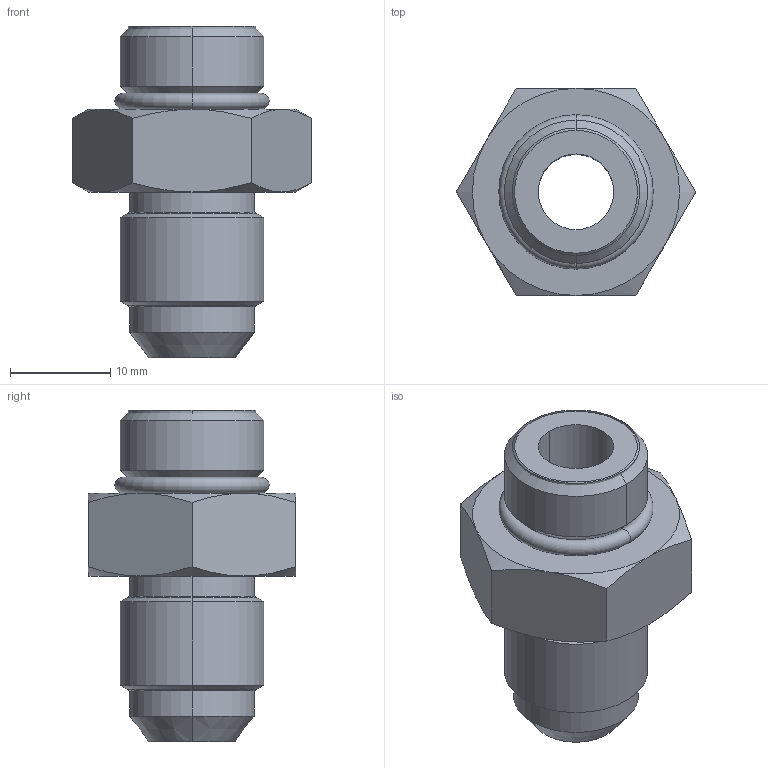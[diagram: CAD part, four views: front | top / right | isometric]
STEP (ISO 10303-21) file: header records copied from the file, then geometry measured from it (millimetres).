
FILE_DESCRIPTION((''),'2;1');
FILE_NAME('ILC30001566','2022-10-24T11:03:43',('rkuestersteffen'),(''),'CREO PARAMETRIC BY PTC INC, 2021164','CREO PARAMETRIC BY PTC INC, 2021164','');
FILE_SCHEMA(('AUTOMOTIVE_DESIGN { 1 0 10303 214 1 1 1 1 }'));
Length unit declared in the file: inch
Products named in the file (1): ILC30001566
Bounding box: 23.84 x 20.65 x 33.02 mm (x, y, z)
Volume: 5131.3 mm3; surface area: 3963.4 mm2
Topology: 1 solids, 3 shells, 52 faces, 112 edges, 64 vertices
Faces by surface type: cone 22, cylinder 18, plane 10, torus 2
Entity records: 2081 total; most frequent: CARTESIAN_POINT 405, DIRECTION 275, ORIENTED_EDGE 216, PRESENTATION_STYLE_ASSIGNMENT 122, STYLED_ITEM 120, AXIS2_PLACEMENT_3D 117, CURVE_STYLE 117, EDGE_CURVE 112
